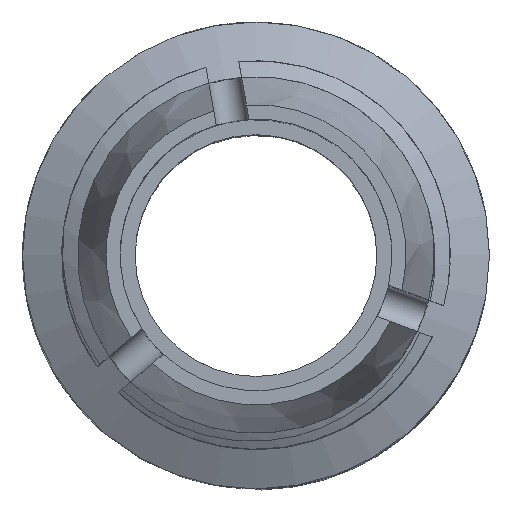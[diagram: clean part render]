
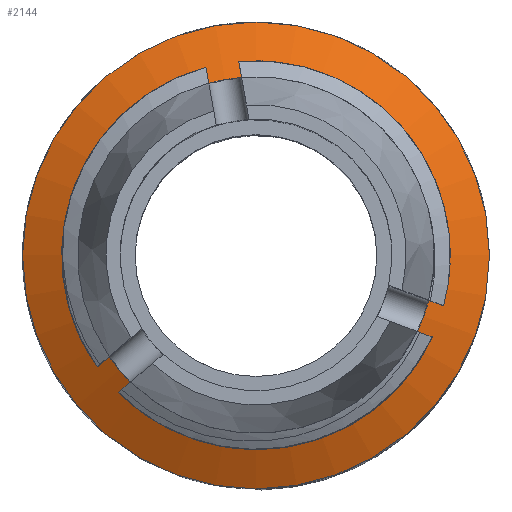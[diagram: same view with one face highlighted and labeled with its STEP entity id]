
A CAD part, top view. The second image highlights one B-rep face of the part: STEP entity #2144.
In plain terms, the highlighted conical face has half-angle 64.144 degrees and reference radius 14 mm.
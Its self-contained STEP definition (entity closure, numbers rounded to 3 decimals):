
#592=CONICAL_SURFACE('',#10271,14.,64.144);
#1559=FACE_BOUND('',#3441,.T.);
#1560=FACE_BOUND('',#3442,.T.);
#2144=ADVANCED_FACE('',(#1559,#1560),#592,.T.);
#3441=EDGE_LOOP('',(#6539,#6540,#6541));
#3442=EDGE_LOOP('',(#6542));
#6539=ORIENTED_EDGE('',*,*,#7723,.F.);
#6540=ORIENTED_EDGE('',*,*,#7709,.F.);
#6541=ORIENTED_EDGE('',*,*,#7706,.F.);
#6542=ORIENTED_EDGE('',*,*,#8011,.T.);
#6814=VERTEX_POINT('',#12663);
#6815=VERTEX_POINT('',#12665);
#6817=VERTEX_POINT('',#12704);
#7021=VERTEX_POINT('',#17055);
#7706=EDGE_CURVE('',#6814,#6815,#9055,.T.);
#7709=EDGE_CURVE('',#6815,#6817,#9056,.T.);
#7723=EDGE_CURVE('',#6817,#6814,#9058,.T.);
#8011=EDGE_CURVE('',#7021,#7021,#9081,.T.);
#9055=CIRCLE('',#9474,10.699);
#9056=CIRCLE('',#9476,10.699);
#9058=CIRCLE('',#9480,10.699);
#9081=CIRCLE('',#9536,14.);
#9474=AXIS2_PLACEMENT_3D('',#12664,#10398,#10399);
#9476=AXIS2_PLACEMENT_3D('',#12703,#10402,#10403);
#9480=AXIS2_PLACEMENT_3D('',#12787,#10416,#10417);
#9536=AXIS2_PLACEMENT_3D('',#17054,#10567,#10568);
#10271=AXIS2_PLACEMENT_3D('',#28287,#12147,#12148);
#10398=DIRECTION('',(0.,0.,1.));
#10399=DIRECTION('',(0.,-1.,0.));
#10402=DIRECTION('',(0.,0.,1.));
#10403=DIRECTION('',(0.,-1.,0.));
#10416=DIRECTION('',(0.,0.,1.));
#10417=DIRECTION('',(0.,-1.,0.));
#10567=DIRECTION('',(0.,0.,1.));
#10568=DIRECTION('',(0.,-1.,0.));
#12147=DIRECTION('',(0.,0.,-1.));
#12148=DIRECTION('',(0.,1.,0.));
#12663=CARTESIAN_POINT('',(-1.858,10.536,48.5));
#12664=CARTESIAN_POINT('',(0.,0.,48.5));
#12665=CARTESIAN_POINT('',(-8.196,-6.877,48.5));
#12703=CARTESIAN_POINT('',(0.,0.,48.5));
#12704=CARTESIAN_POINT('',(10.053,-3.659,48.5));
#12787=CARTESIAN_POINT('',(0.,0.,48.5));
#17054=CARTESIAN_POINT('',(0.,0.,46.9));
#17055=CARTESIAN_POINT('',(0.,-14.,46.9));
#28287=CARTESIAN_POINT('',(0.,0.,46.9));
